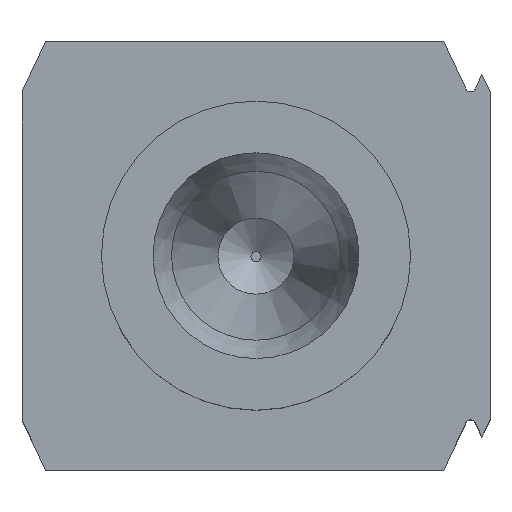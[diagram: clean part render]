
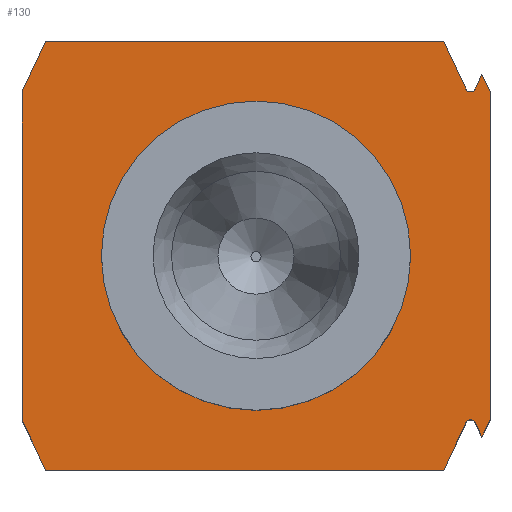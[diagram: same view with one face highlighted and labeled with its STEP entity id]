
A CAD part, top view. The second image highlights one B-rep face of the part: STEP entity #130.
In plain terms, the highlighted planar face has unit normal (0, 0, 1).
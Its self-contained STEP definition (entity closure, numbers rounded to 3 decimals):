
#130=ADVANCED_FACE('',(#445,#447),#449,.T.);
#445=FACE_BOUND('',#446,.T.);
#446=EDGE_LOOP('',(#734,#735,#736,#737,#738,#739,#740,#741,#742,#743,#744,#745,#746,
#747));
#447=FACE_BOUND('',#448,.T.);
#448=EDGE_LOOP('',(#748));
#449=PLANE('',#450);
#450=AXIS2_PLACEMENT_3D('',#451,#452,#453);
#451=CARTESIAN_POINT('',(0.,0.,2.84));
#452=DIRECTION('',(0.,0.,1.));
#453=DIRECTION('',(1.,0.,0.));
#734=ORIENTED_EDGE('',*,*,#856,.T.);
#735=ORIENTED_EDGE('',*,*,#857,.T.);
#736=ORIENTED_EDGE('',*,*,#858,.T.);
#737=ORIENTED_EDGE('',*,*,#859,.T.);
#738=ORIENTED_EDGE('',*,*,#860,.T.);
#739=ORIENTED_EDGE('',*,*,#861,.T.);
#740=ORIENTED_EDGE('',*,*,#862,.T.);
#741=ORIENTED_EDGE('',*,*,#863,.T.);
#742=ORIENTED_EDGE('',*,*,#864,.T.);
#743=ORIENTED_EDGE('',*,*,#865,.T.);
#744=ORIENTED_EDGE('',*,*,#866,.T.);
#745=ORIENTED_EDGE('',*,*,#867,.T.);
#746=ORIENTED_EDGE('',*,*,#868,.T.);
#747=ORIENTED_EDGE('',*,*,#869,.T.);
#748=ORIENTED_EDGE('',*,*,#870,.T.);
#856=EDGE_CURVE('',#932,#933,#934,.F.);
#857=EDGE_CURVE('',#933,#935,#936,.F.);
#858=EDGE_CURVE('',#935,#937,#938,.F.);
#859=EDGE_CURVE('',#937,#939,#940,.T.);
#860=EDGE_CURVE('',#939,#941,#942,.T.);
#861=EDGE_CURVE('',#941,#943,#944,.T.);
#862=EDGE_CURVE('',#943,#945,#946,.T.);
#863=EDGE_CURVE('',#945,#947,#948,.T.);
#864=EDGE_CURVE('',#947,#949,#950,.F.);
#865=EDGE_CURVE('',#949,#951,#952,.F.);
#866=EDGE_CURVE('',#951,#953,#954,.F.);
#867=EDGE_CURVE('',#953,#955,#956,.T.);
#868=EDGE_CURVE('',#955,#957,#958,.T.);
#869=EDGE_CURVE('',#957,#932,#959,.T.);
#870=EDGE_CURVE('',#960,#960,#961,.F.);
#932=VERTEX_POINT('',#1073);
#933=VERTEX_POINT('',#1074);
#934=LINE('',#1075,#1076);
#935=VERTEX_POINT('',#1078);
#936=CIRCLE('',#1079,0.03);
#937=VERTEX_POINT('',#1083);
#938=LINE('',#1084,#1085);
#939=VERTEX_POINT('',#1087);
#940=LINE('',#1088,#1089);
#941=VERTEX_POINT('',#1091);
#942=LINE('',#1092,#1093);
#943=VERTEX_POINT('',#1095);
#944=LINE('',#1096,#1097);
#945=VERTEX_POINT('',#1099);
#946=LINE('',#1100,#1101);
#947=VERTEX_POINT('',#1103);
#948=LINE('',#1104,#1105);
#949=VERTEX_POINT('',#1107);
#950=LINE('',#1108,#1109);
#951=VERTEX_POINT('',#1111);
#952=CIRCLE('',#1112,0.03);
#953=VERTEX_POINT('',#1116);
#954=LINE('',#1117,#1118);
#955=VERTEX_POINT('',#1120);
#956=LINE('',#1121,#1122);
#957=VERTEX_POINT('',#1124);
#958=LINE('',#1125,#1126);
#959=LINE('',#1128,#1129);
#960=VERTEX_POINT('',#1131);
#961=CIRCLE('',#1132,0.66);
#1073=CARTESIAN_POINT('',(1.337,1.073,2.84));
#1074=CARTESIAN_POINT('',(1.297,0.987,2.84));
#1075=CARTESIAN_POINT('',(1.297,0.987,2.84));
#1076=VECTOR('',#1077,1.);
#1077=DIRECTION('',(0.423,0.906,0.));
#1078=CARTESIAN_POINT('',(1.243,0.987,2.84));
#1079=AXIS2_PLACEMENT_3D('',#1080,#1081,#1082);
#1080=CARTESIAN_POINT('',(1.27,1.,2.84));
#1081=DIRECTION('',(-0.,0.,1.));
#1082=DIRECTION('',(-0.906,-0.423,0.));
#1083=CARTESIAN_POINT('',(1.111,1.27,2.84));
#1084=CARTESIAN_POINT('',(1.111,1.27,2.84));
#1085=VECTOR('',#1086,1.);
#1086=DIRECTION('',(0.423,-0.906,0.));
#1087=CARTESIAN_POINT('',(-1.245,1.27,2.84));
#1088=CARTESIAN_POINT('',(1.111,1.27,2.84));
#1089=VECTOR('',#1090,1.);
#1090=DIRECTION('',(-1.,0.,0.));
#1091=CARTESIAN_POINT('',(-1.385,0.97,2.84));
#1092=CARTESIAN_POINT('',(-1.245,1.27,2.84));
#1093=VECTOR('',#1094,1.);
#1094=DIRECTION('',(-0.423,-0.906,0.));
#1095=CARTESIAN_POINT('',(-1.385,-0.97,2.84));
#1096=CARTESIAN_POINT('',(-1.385,0.97,2.84));
#1097=VECTOR('',#1098,1.);
#1098=DIRECTION('',(0.,-1.,0.));
#1099=CARTESIAN_POINT('',(-1.245,-1.27,2.84));
#1100=CARTESIAN_POINT('',(-1.385,-0.97,2.84));
#1101=VECTOR('',#1102,1.);
#1102=DIRECTION('',(0.423,-0.906,0.));
#1103=CARTESIAN_POINT('',(1.111,-1.27,2.84));
#1104=CARTESIAN_POINT('',(-1.245,-1.27,2.84));
#1105=VECTOR('',#1106,1.);
#1106=DIRECTION('',(1.,0.,0.));
#1107=CARTESIAN_POINT('',(1.243,-0.987,2.84));
#1108=CARTESIAN_POINT('',(1.243,-0.987,2.84));
#1109=VECTOR('',#1110,1.);
#1110=DIRECTION('',(-0.423,-0.906,0.));
#1111=CARTESIAN_POINT('',(1.297,-0.987,2.84));
#1112=AXIS2_PLACEMENT_3D('',#1113,#1114,#1115);
#1113=CARTESIAN_POINT('',(1.27,-1.,2.84));
#1114=DIRECTION('',(0.,-0.,1.));
#1115=DIRECTION('',(0.906,0.423,0.));
#1116=CARTESIAN_POINT('',(1.337,-1.073,2.84));
#1117=CARTESIAN_POINT('',(1.337,-1.073,2.84));
#1118=VECTOR('',#1119,1.);
#1119=DIRECTION('',(-0.423,0.906,0.));
#1120=CARTESIAN_POINT('',(1.385,-0.97,2.84));
#1121=CARTESIAN_POINT('',(1.337,-1.073,2.84));
#1122=VECTOR('',#1123,1.);
#1123=DIRECTION('',(0.423,0.906,0.));
#1124=CARTESIAN_POINT('',(1.385,0.97,2.84));
#1125=CARTESIAN_POINT('',(1.385,-0.97,2.84));
#1126=VECTOR('',#1127,1.);
#1127=DIRECTION('',(0.,1.,0.));
#1128=CARTESIAN_POINT('',(1.385,0.97,2.84));
#1129=VECTOR('',#1130,1.);
#1130=DIRECTION('',(-0.423,0.906,0.));
#1131=CARTESIAN_POINT('',(0.66,0.,2.84));
#1132=AXIS2_PLACEMENT_3D('',#1133,#1134,#1135);
#1133=CARTESIAN_POINT('',(0.,0.,2.84));
#1134=DIRECTION('',(0.,0.,1.));
#1135=DIRECTION('',(1.,0.,0.));
